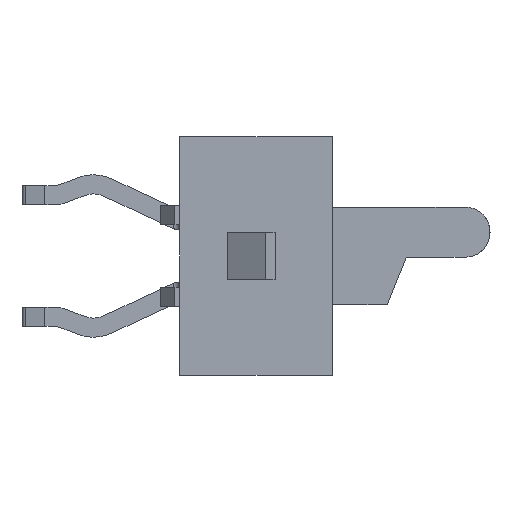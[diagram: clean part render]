
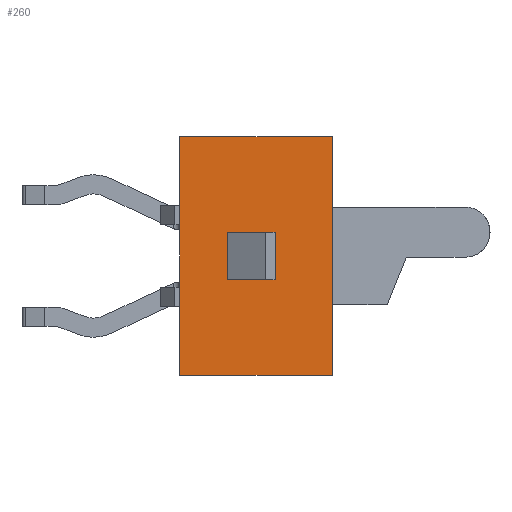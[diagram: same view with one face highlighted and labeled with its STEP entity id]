
A CAD part, left-side view. The second image highlights one B-rep face of the part: STEP entity #260.
In plain terms, the highlighted planar face has unit normal (-1, 0, 0).
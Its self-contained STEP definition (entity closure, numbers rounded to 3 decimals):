
#37=CARTESIAN_POINT('',(-7.41,0.,2.5));
#38=VERTEX_POINT('',#37);
#45=CARTESIAN_POINT('',(-7.41,0.,-2.5));
#46=VERTEX_POINT('',#45);
#47=CARTESIAN_POINT('',(-7.41,0.,2.5));
#48=DIRECTION('',(0.,0.,-1.));
#49=VECTOR('',#48,5.);
#50=LINE('',#47,#49);
#51=EDGE_CURVE('',#38,#46,#50,.T.);
#164=CARTESIAN_POINT('',(-7.41,0.,-2.5));
#165=DIRECTION('',(0.,0.,1.));
#166=DIRECTION('',(-1.,0.,0.));
#167=AXIS2_PLACEMENT_3D('',#164,#166,#165);
#168=PLANE('',#167);
#169=CARTESIAN_POINT('',(-7.41,3.2,0.65));
#170=VERTEX_POINT('',#169);
#171=CARTESIAN_POINT('',(-7.41,3.2,-0.65));
#172=VERTEX_POINT('',#171);
#173=CARTESIAN_POINT('',(-7.41,3.2,0.65));
#174=DIRECTION('',(0.,0.,-1.));
#175=VECTOR('',#174,1.3);
#176=LINE('',#173,#175);
#177=EDGE_CURVE('',#170,#172,#176,.T.);
#178=ORIENTED_EDGE('',*,*,#177,.T.);
#179=CARTESIAN_POINT('',(-7.41,3.2,-1.05));
#180=VERTEX_POINT('',#179);
#181=CARTESIAN_POINT('',(-7.41,3.2,-0.65));
#182=DIRECTION('',(0.,0.,-1.));
#183=VECTOR('',#182,0.4);
#184=LINE('',#181,#183);
#185=EDGE_CURVE('',#172,#180,#184,.T.);
#186=ORIENTED_EDGE('',*,*,#185,.T.);
#187=CARTESIAN_POINT('',(-7.41,3.2,-2.5));
#188=VERTEX_POINT('',#187);
#189=CARTESIAN_POINT('',(-7.41,3.2,-1.05));
#190=DIRECTION('',(0.,0.,-1.));
#191=VECTOR('',#190,1.45);
#192=LINE('',#189,#191);
#193=EDGE_CURVE('',#180,#188,#192,.T.);
#194=ORIENTED_EDGE('',*,*,#193,.T.);
#195=CARTESIAN_POINT('',(-7.41,3.2,-2.5));
#196=DIRECTION('',(0.,-1.,0.));
#197=VECTOR('',#196,3.2);
#198=LINE('',#195,#197);
#199=EDGE_CURVE('',#188,#46,#198,.T.);
#200=ORIENTED_EDGE('',*,*,#199,.T.);
#201=ORIENTED_EDGE('',*,*,#51,.F.);
#202=CARTESIAN_POINT('',(-7.41,3.2,2.5));
#203=VERTEX_POINT('',#202);
#204=CARTESIAN_POINT('',(-7.41,0.,2.5));
#205=DIRECTION('',(0.,1.,0.));
#206=VECTOR('',#205,3.2);
#207=LINE('',#204,#206);
#208=EDGE_CURVE('',#38,#203,#207,.T.);
#209=ORIENTED_EDGE('',*,*,#208,.T.);
#210=CARTESIAN_POINT('',(-7.41,3.2,1.05));
#211=VERTEX_POINT('',#210);
#212=CARTESIAN_POINT('',(-7.41,3.2,2.5));
#213=DIRECTION('',(0.,0.,-1.));
#214=VECTOR('',#213,1.45);
#215=LINE('',#212,#214);
#216=EDGE_CURVE('',#203,#211,#215,.T.);
#217=ORIENTED_EDGE('',*,*,#216,.T.);
#218=CARTESIAN_POINT('',(-7.41,3.2,1.05));
#219=DIRECTION('',(0.,0.,-1.));
#220=VECTOR('',#219,0.4);
#221=LINE('',#218,#220);
#222=EDGE_CURVE('',#211,#170,#221,.T.);
#223=ORIENTED_EDGE('',*,*,#222,.T.);
#224=EDGE_LOOP('',(#178,#186,#194,#200,#201,#209,#217,#223));
#225=FACE_OUTER_BOUND('',#224,.T.);
#226=CARTESIAN_POINT('',(-7.41,2.2,-0.5));
#227=VERTEX_POINT('',#226);
#228=CARTESIAN_POINT('',(-7.41,2.2,0.5));
#229=VERTEX_POINT('',#228);
#230=CARTESIAN_POINT('',(-7.41,2.2,-0.5));
#231=DIRECTION('',(0.,0.,1.));
#232=VECTOR('',#231,1.);
#233=LINE('',#230,#232);
#234=EDGE_CURVE('',#227,#229,#233,.T.);
#235=ORIENTED_EDGE('',*,*,#234,.T.);
#236=CARTESIAN_POINT('',(-7.41,1.2,0.5));
#237=VERTEX_POINT('',#236);
#238=CARTESIAN_POINT('',(-7.41,2.2,0.5));
#239=DIRECTION('',(0.,-1.,0.));
#240=VECTOR('',#239,1.);
#241=LINE('',#238,#240);
#242=EDGE_CURVE('',#229,#237,#241,.T.);
#243=ORIENTED_EDGE('',*,*,#242,.T.);
#244=CARTESIAN_POINT('',(-7.41,1.2,-0.5));
#245=VERTEX_POINT('',#244);
#246=CARTESIAN_POINT('',(-7.41,1.2,0.5));
#247=DIRECTION('',(0.,0.,-1.));
#248=VECTOR('',#247,1.);
#249=LINE('',#246,#248);
#250=EDGE_CURVE('',#237,#245,#249,.T.);
#251=ORIENTED_EDGE('',*,*,#250,.T.);
#252=CARTESIAN_POINT('',(-7.41,1.2,-0.5));
#253=DIRECTION('',(0.,1.,0.));
#254=VECTOR('',#253,1.);
#255=LINE('',#252,#254);
#256=EDGE_CURVE('',#245,#227,#255,.T.);
#257=ORIENTED_EDGE('',*,*,#256,.T.);
#258=EDGE_LOOP('',(#235,#243,#251,#257));
#259=FACE_BOUND('',#258,.T.);
#260=ADVANCED_FACE('',(#225,#259),#168,.T.);
